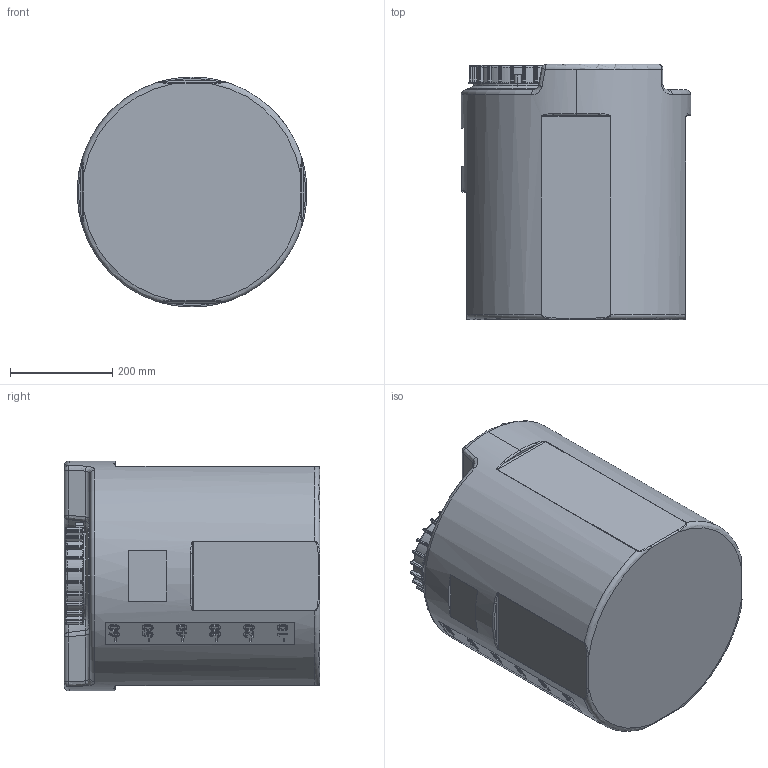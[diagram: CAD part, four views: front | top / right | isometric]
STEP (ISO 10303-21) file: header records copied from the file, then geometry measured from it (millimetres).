
FILE_DESCRIPTION (( 'STEP AP203' ), '1' );
FILE_NAME ('10061 Armatec100742.STEP', '2023-08-29T05:49:17', ( '' ), ( '' ), 'SwSTEP 2.0', 'SolidWorks 2022', '' );
FILE_SCHEMA (( 'CONFIG_CONTROL_DESIGN' ));
Length unit declared in the file: millimetre
Products named in the file (4): 62601; Volume scale; 10061; 10061 Armatec100742
Assembly tree (3 placements, depth 2):
  10061 Armatec100742
    10061
    Volume scale
    62601
Bounding box: 449.51 x 500 x 450 mm (x, y, z)
Volume: 5255827.4 mm3; surface area: 2147969.3 mm2
Topology: 11 solids, 11 shells, 1065 faces, 2603 edges, 1517 vertices
Faces by surface type: cylinder 352, plane 322, bspline 207, torus 110, sphere 60, cone 14
Entity records: 43933 total; most frequent: CARTESIAN_POINT 20140, ORIENTED_EDGE 5086, DIRECTION 4637, EDGE_CURVE 2543, AXIS2_PLACEMENT_3D 1752, VERTEX_POINT 1517, LINE 1133, VECTOR 1133
